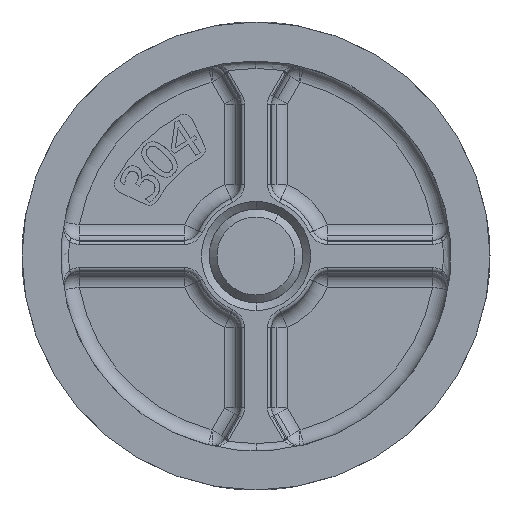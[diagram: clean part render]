
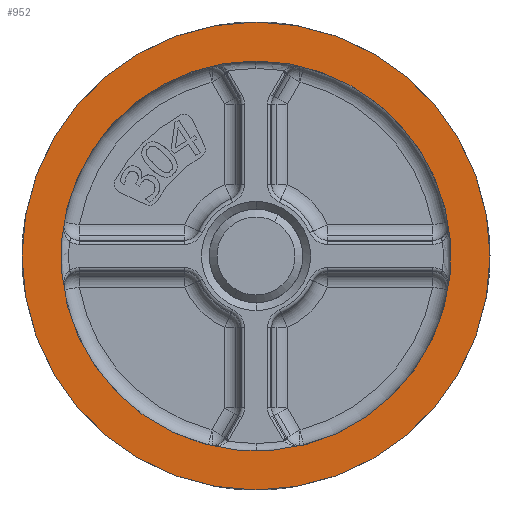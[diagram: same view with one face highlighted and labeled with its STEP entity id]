
A CAD part, left-side view. The second image highlights one B-rep face of the part: STEP entity #952.
In plain terms, the highlighted planar face has unit normal (-1, 0, 0).
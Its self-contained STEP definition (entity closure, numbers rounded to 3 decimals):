
#952=ADVANCED_FACE('',(#1999,#2000),#2001,.F.);
#1999=FACE_OUTER_BOUND('',#3871,.T.);
#2000=FACE_BOUND('',#3872,.T.);
#2001=PLANE('',#3873);
#3871=EDGE_LOOP('',(#6534,#6535));
#3872=EDGE_LOOP('',(#6536,#6537,#6538));
#3873=AXIS2_PLACEMENT_3D('',#6539,#6540,#6541);
#6534=ORIENTED_EDGE('',*,*,#7578,.F.);
#6535=ORIENTED_EDGE('',*,*,#8280,.F.);
#6536=ORIENTED_EDGE('',*,*,#7522,.T.);
#6537=ORIENTED_EDGE('',*,*,#8332,.T.);
#6538=ORIENTED_EDGE('',*,*,#7523,.T.);
#6539=CARTESIAN_POINT('',(-30.0,0.0,0.0));
#6540=DIRECTION('',(1.0,0.0,0.0));
#6541=DIRECTION('',(0.0,-1.0,0.0));
#7522=EDGE_CURVE('',#8921,#8919,#8922,.T.);
#7523=EDGE_CURVE('',#8898,#8921,#8923,.T.);
#7578=EDGE_CURVE('',#9008,#9010,#9011,.T.);
#8280=EDGE_CURVE('',#9010,#9008,#10025,.T.);
#8332=EDGE_CURVE('',#8919,#8898,#10077,.T.);
#8898=VERTEX_POINT('',#11010);
#8919=VERTEX_POINT('',#11036);
#8921=VERTEX_POINT('',#11039);
#8922=CIRCLE('',#11040,25.0);
#8923=CIRCLE('',#11041,25.0);
#9008=VERTEX_POINT('',#11161);
#9010=VERTEX_POINT('',#11164);
#9011=CIRCLE('',#11165,30.0);
#10025=CIRCLE('',#12881,30.0);
#10077=CIRCLE('',#12937,25.0);
#11010=CARTESIAN_POINT('',(-30.0,24.92,-2.));
#11036=CARTESIAN_POINT('',(-30.0,-24.92,2.));
#11039=CARTESIAN_POINT('',(-30.0,0.,25.0));
#11040=AXIS2_PLACEMENT_3D('',#13784,#13785,#13786);
#11041=AXIS2_PLACEMENT_3D('',#13787,#13788,#13789);
#11161=CARTESIAN_POINT('',(-30.0,0.,30.0));
#11164=CARTESIAN_POINT('',(-30.0,0.,-30.0));
#11165=AXIS2_PLACEMENT_3D('',#13872,#13873,#13874);
#12881=AXIS2_PLACEMENT_3D('',#14696,#14697,#14698);
#12937=AXIS2_PLACEMENT_3D('',#14774,#14775,#14776);
#13784=CARTESIAN_POINT('',(-30.0,0.0,0.0));
#13785=DIRECTION('',(1.0,0.0,0.0));
#13786=DIRECTION('',(0.0,0.0,-1.0));
#13787=CARTESIAN_POINT('',(-30.0,0.0,0.0));
#13788=DIRECTION('',(1.0,0.0,0.0));
#13789=DIRECTION('',(0.0,0.0,-1.0));
#13872=CARTESIAN_POINT('',(-30.0,0.0,0.0));
#13873=DIRECTION('',(1.0,0.0,0.0));
#13874=DIRECTION('',(0.0,0.0,-1.0));
#14696=CARTESIAN_POINT('',(-30.0,0.0,0.0));
#14697=DIRECTION('',(1.0,0.0,0.0));
#14698=DIRECTION('',(0.0,0.0,-1.0));
#14774=CARTESIAN_POINT('',(-30.0,0.0,0.0));
#14775=DIRECTION('',(1.0,0.0,0.0));
#14776=DIRECTION('',(0.0,0.0,-1.0));
